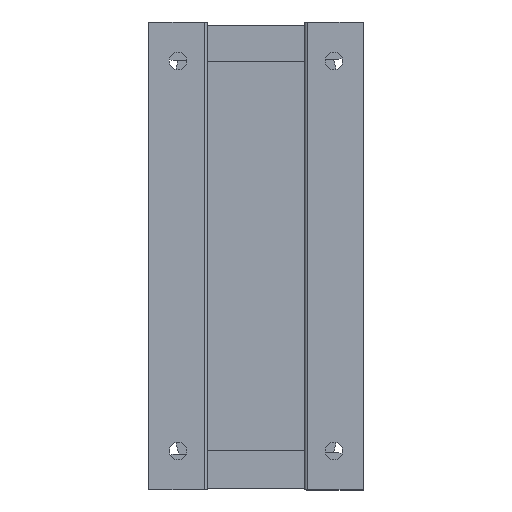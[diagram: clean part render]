
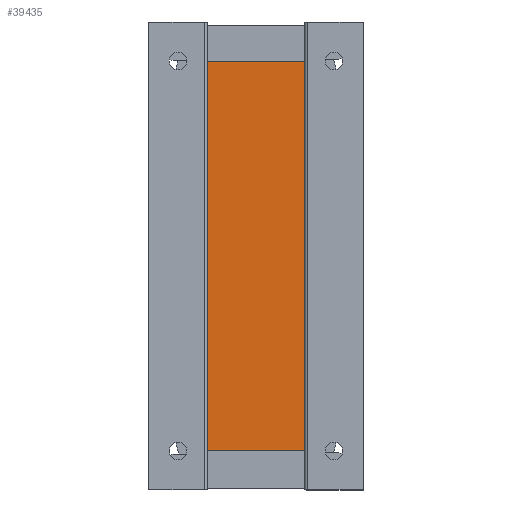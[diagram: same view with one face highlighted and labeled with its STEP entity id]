
A CAD part, front view. The second image highlights one B-rep face of the part: STEP entity #39435.
In plain terms, the highlighted planar face has unit normal (0, -1, 0).
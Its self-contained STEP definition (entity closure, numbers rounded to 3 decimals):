
#2867=FACE_OUTER_BOUND('',#5122,.T.);
#5122=EDGE_LOOP('',(#26228,#26229,#26230,#26231));
#7702=LINE('',#55103,#12151);
#7703=LINE('',#55106,#12152);
#7704=LINE('',#55108,#12153);
#7705=LINE('',#55109,#12154);
#12151=VECTOR('',#45089,10.);
#12152=VECTOR('',#45092,10.);
#12153=VECTOR('',#45093,10.);
#12154=VECTOR('',#45094,10.);
#16593=VERTEX_POINT('',#55096);
#16596=VERTEX_POINT('',#55101);
#16597=VERTEX_POINT('',#55105);
#16598=VERTEX_POINT('',#55107);
#20418=EDGE_CURVE('',#16593,#16596,#7702,.T.);
#20419=EDGE_CURVE('',#16597,#16593,#7703,.T.);
#20420=EDGE_CURVE('',#16598,#16596,#7704,.T.);
#20421=EDGE_CURVE('',#16597,#16598,#7705,.T.);
#26228=ORIENTED_EDGE('',*,*,#20419,.T.);
#26229=ORIENTED_EDGE('',*,*,#20418,.T.);
#26230=ORIENTED_EDGE('',*,*,#20420,.F.);
#26231=ORIENTED_EDGE('',*,*,#20421,.F.);
#37779=PLANE('',#42255);
#39435=ADVANCED_FACE('',(#2867),#37779,.T.);
#42255=AXIS2_PLACEMENT_3D('',#55104,#45090,#45091);
#45089=DIRECTION('',(1.,0.,0.));
#45090=DIRECTION('center_axis',(0.,-1.,0.));
#45091=DIRECTION('ref_axis',(0.,0.,-1.));
#45092=DIRECTION('',(0.,0.,-1.));
#45093=DIRECTION('',(0.,0.,-1.));
#45094=DIRECTION('',(1.,0.,0.));
#55096=CARTESIAN_POINT('',(0.,0.,0.));
#55101=CARTESIAN_POINT('',(50.,0.,0.));
#55103=CARTESIAN_POINT('',(0.,0.,0.));
#55104=CARTESIAN_POINT('Origin',(0.,0.,200.));
#55105=CARTESIAN_POINT('',(0.,0.,200.));
#55106=CARTESIAN_POINT('',(0.,0.,200.));
#55107=CARTESIAN_POINT('',(50.,0.,200.));
#55108=CARTESIAN_POINT('',(50.,0.,200.));
#55109=CARTESIAN_POINT('',(0.,0.,200.));
